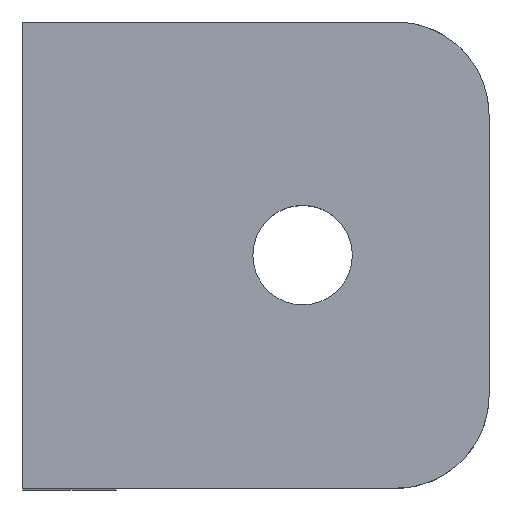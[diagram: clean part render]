
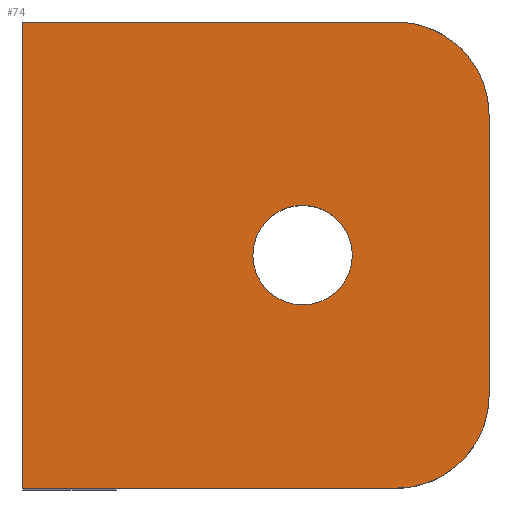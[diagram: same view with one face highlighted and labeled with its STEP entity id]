
A CAD part, top view. The second image highlights one B-rep face of the part: STEP entity #74.
In plain terms, the highlighted planar face has unit normal (0, 0, 1).
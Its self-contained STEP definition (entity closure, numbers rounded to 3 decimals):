
#39 = CARTESIAN_POINT ( 'NONE',  ( 9., 7.5, 0. ) ) ;
#54 = CIRCLE ( 'NONE', #189, 1.6 ) ;
#56 = LINE ( 'NONE', #211, #819 ) ;
#59 = EDGE_CURVE ( 'NONE', #171, #160, #860, .T. ) ;
#60 = DIRECTION ( 'NONE',  ( 1., 0., 0. ) ) ;
#61 = ORIENTED_EDGE ( 'NONE', *, *, #122, .T. ) ;
#74 = ADVANCED_FACE ( 'NONE', ( #791, #886 ), #135, .F. ) ;
#76 = DIRECTION ( 'NONE',  ( -1., 0., 0. ) ) ;
#88 = VERTEX_POINT ( 'NONE', #207 ) ;
#94 = CARTESIAN_POINT ( 'NONE',  ( 0., 15., 0. ) ) ;
#100 = ORIENTED_EDGE ( 'NONE', *, *, #327, .T. ) ;
#102 = ORIENTED_EDGE ( 'NONE', *, *, #964, .T. ) ;
#116 = DIRECTION ( 'NONE',  ( 0., 0., 1. ) ) ;
#122 = EDGE_CURVE ( 'NONE', #725, #403, #56, .T. ) ;
#127 = EDGE_CURVE ( 'NONE', #403, #631, #415, .T. ) ;
#135 = PLANE ( 'NONE',  #762 ) ;
#153 = EDGE_CURVE ( 'NONE', #88, #631, #588, .T. ) ;
#160 = VERTEX_POINT ( 'NONE', #894 ) ;
#164 = VERTEX_POINT ( 'NONE', #196 ) ;
#166 = DIRECTION ( 'NONE',  ( 0., 0., -1. ) ) ;
#171 = VERTEX_POINT ( 'NONE', #421 ) ;
#187 = DIRECTION ( 'NONE',  ( 1., 0., 0. ) ) ;
#189 = AXIS2_PLACEMENT_3D ( 'NONE', #39, #166, #463 ) ;
#196 = CARTESIAN_POINT ( 'NONE',  ( 10.6, 7.5, 0. ) ) ;
#202 = DIRECTION ( 'NONE',  ( -1., 0., 0. ) ) ;
#207 = CARTESIAN_POINT ( 'NONE',  ( 15., 12., 0. ) ) ;
#210 = CARTESIAN_POINT ( 'NONE',  ( 15., 3., 0. ) ) ;
#211 = CARTESIAN_POINT ( 'NONE',  ( 0., 0., 0. ) ) ;
#221 = EDGE_LOOP ( 'NONE', ( #571, #100 ) ) ;
#250 = CARTESIAN_POINT ( 'NONE',  ( 12., 12., 0. ) ) ;
#308 = ORIENTED_EDGE ( 'NONE', *, *, #381, .T. ) ;
#317 = ORIENTED_EDGE ( 'NONE', *, *, #127, .T. ) ;
#327 = EDGE_CURVE ( 'NONE', #164, #832, #530, .T. ) ;
#347 = DIRECTION ( 'NONE',  ( 0., 0., 1. ) ) ;
#353 = CARTESIAN_POINT ( 'NONE',  ( 0., 15., 0. ) ) ;
#362 = CARTESIAN_POINT ( 'NONE',  ( 0., 0., 0. ) ) ;
#368 = CIRCLE ( 'NONE', #447, 3. ) ;
#381 = EDGE_CURVE ( 'NONE', #171, #725, #532, .T. ) ;
#385 = ORIENTED_EDGE ( 'NONE', *, *, #59, .F. ) ;
#403 = VERTEX_POINT ( 'NONE', #635 ) ;
#415 = CIRCLE ( 'NONE', #973, 3. ) ;
#417 = VECTOR ( 'NONE', #187, 1000. ) ;
#421 = CARTESIAN_POINT ( 'NONE',  ( 0., 15., 0. ) ) ;
#447 = AXIS2_PLACEMENT_3D ( 'NONE', #250, #116, #708 ) ;
#458 = EDGE_LOOP ( 'NONE', ( #783, #102, #385, #308, #61, #317 ) ) ;
#463 = DIRECTION ( 'NONE',  ( -1., 0., 0. ) ) ;
#467 = EDGE_CURVE ( 'NONE', #832, #164, #54, .T. ) ;
#530 = CIRCLE ( 'NONE', #751, 1.6 ) ;
#532 = LINE ( 'NONE', #94, #707 ) ;
#571 = ORIENTED_EDGE ( 'NONE', *, *, #467, .T. ) ;
#575 = CARTESIAN_POINT ( 'NONE',  ( 15., 15., 0. ) ) ;
#576 = VECTOR ( 'NONE', #810, 1000. ) ;
#585 = DIRECTION ( 'NONE',  ( -1., 0., 0. ) ) ;
#588 = LINE ( 'NONE', #575, #576 ) ;
#631 = VERTEX_POINT ( 'NONE', #210 ) ;
#635 = CARTESIAN_POINT ( 'NONE',  ( 12., 0., 0. ) ) ;
#695 = CARTESIAN_POINT ( 'NONE',  ( 0., 15., 0. ) ) ;
#707 = VECTOR ( 'NONE', #859, 1000. ) ;
#708 = DIRECTION ( 'NONE',  ( -1., 0., 0. ) ) ;
#725 = VERTEX_POINT ( 'NONE', #362 ) ;
#751 = AXIS2_PLACEMENT_3D ( 'NONE', #904, #831, #76 ) ;
#762 = AXIS2_PLACEMENT_3D ( 'NONE', #353, #967, #202 ) ;
#783 = ORIENTED_EDGE ( 'NONE', *, *, #153, .F. ) ;
#791 = FACE_BOUND ( 'NONE', #221, .T. ) ;
#798 = CARTESIAN_POINT ( 'NONE',  ( 12., 3., 0. ) ) ;
#810 = DIRECTION ( 'NONE',  ( 0., -1., 0. ) ) ;
#819 = VECTOR ( 'NONE', #60, 1000. ) ;
#831 = DIRECTION ( 'NONE',  ( 0., 0., -1. ) ) ;
#832 = VERTEX_POINT ( 'NONE', #912 ) ;
#859 = DIRECTION ( 'NONE',  ( 0., -1., 0. ) ) ;
#860 = LINE ( 'NONE', #695, #417 ) ;
#886 = FACE_OUTER_BOUND ( 'NONE', #458, .T. ) ;
#894 = CARTESIAN_POINT ( 'NONE',  ( 12., 15., 0. ) ) ;
#904 = CARTESIAN_POINT ( 'NONE',  ( 9., 7.5, 0. ) ) ;
#912 = CARTESIAN_POINT ( 'NONE',  ( 7.4, 7.5, 0. ) ) ;
#964 = EDGE_CURVE ( 'NONE', #88, #160, #368, .T. ) ;
#967 = DIRECTION ( 'NONE',  ( 0., 0., -1. ) ) ;
#973 = AXIS2_PLACEMENT_3D ( 'NONE', #798, #347, #585 ) ;
